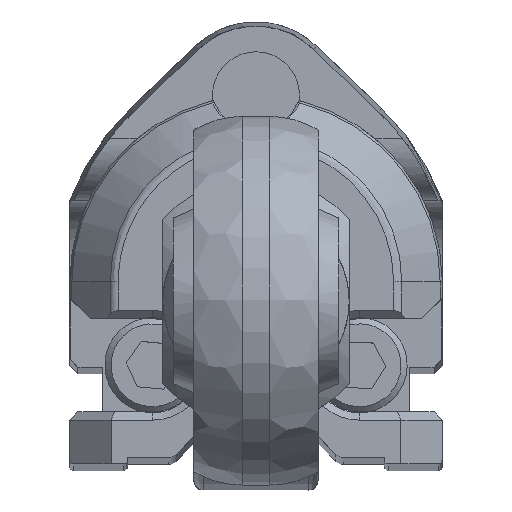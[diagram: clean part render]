
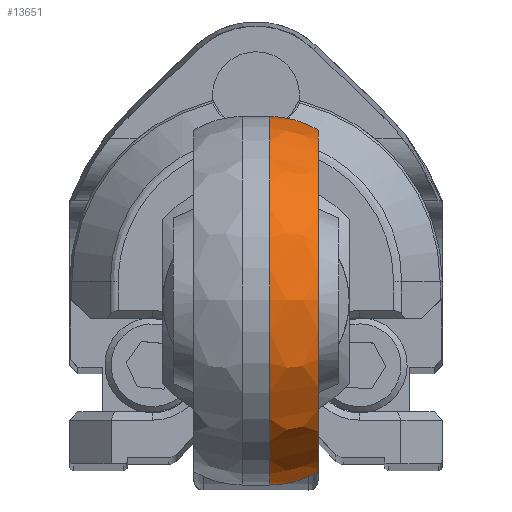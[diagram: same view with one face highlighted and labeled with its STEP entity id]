
A CAD part, top view. The second image highlights one B-rep face of the part: STEP entity #13651.
In plain terms, the highlighted free-form (B-spline) face has degree [3, 3] with [4, 7] control points.
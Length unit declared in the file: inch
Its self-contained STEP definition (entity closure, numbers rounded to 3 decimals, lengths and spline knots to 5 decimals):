
#218 = EDGE_CURVE ( 'NONE', #10745, #4533, #15247, .T. ) ;
#226 = DIRECTION ( 'NONE',  ( 0., 0., -1. ) ) ;
#413 = CARTESIAN_POINT ( 'NONE',  ( 0.11811, 0.29589, 5.34154 ) ) ;
#551 = DIRECTION ( 'NONE',  ( -1., 0., 0. ) ) ;
#730 = CARTESIAN_POINT ( 'NONE',  ( 0.05874, 0.32167, 5.34154 ) ) ;
#2253 = CARTESIAN_POINT ( 'NONE',  ( 0.05874, 0.32167, 5.5468 ) ) ;
#2300 = ORIENTED_EDGE ( 'NONE', *, *, #218, .T. ) ;
#2346 = CARTESIAN_POINT ( 'NONE',  ( 0.11811, 0.29589, 5.5317 ) ) ;
#3094 = CIRCLE ( 'NONE', #15515, 0.17717 ) ;
#3259 = CARTESIAN_POINT ( 'NONE',  ( 0.02608, -0.02872, 5.34154 ) ) ;
#3498 = CARTESIAN_POINT ( 'NONE',  ( 0.11811, -0.02872, 5.34154 ) ) ;
#3603 = VERTEX_POINT ( 'NONE', #5859 ) ;
#3783 = CARTESIAN_POINT ( 'NONE',  ( 0.0902, 0.31286, 5.54164 ) ) ;
#3834 = ORIENTED_EDGE ( 'NONE', *, *, #4577, .F. ) ;
#4533 = VERTEX_POINT ( 'NONE', #413 ) ;
#4577 = EDGE_CURVE ( 'NONE', #12323, #4533, #3094, .T. ) ;
#5715 = AXIS2_PLACEMENT_3D ( 'NONE', #13954, #20143, #18614 ) ;
#5859 = CARTESIAN_POINT ( 'NONE',  ( 0.02608, -0.37912, 5.34154 ) ) ;
#6431 = AXIS2_PLACEMENT_3D ( 'NONE', #3498, #551, #6788 ) ;
#6442 = DIRECTION ( 'NONE',  ( 0.519, 0.854, 0. ) ) ;
#6664 = CARTESIAN_POINT ( 'NONE',  ( 0.02608, -0.37912, 5.34154 ) ) ;
#6771 = CARTESIAN_POINT ( 'NONE',  ( 0.11811, -0.35334, 5.5317 ) ) ;
#6788 = DIRECTION ( 'NONE',  ( 0., 0., -1. ) ) ;
#7078 = CARTESIAN_POINT ( 'NONE',  ( 0.02608, 0.32167, 5.34154 ) ) ;
#8296 = CARTESIAN_POINT ( 'NONE',  ( 0.0902, 0.31286, 5.34154 ) ) ;
#8380 = AXIS2_PLACEMENT_3D ( 'NONE', #3259, #15241, #13724 ) ;
#8507 = CARTESIAN_POINT ( 'NONE',  ( 0.0902, -0.3703, 5.34154 ) ) ;
#8603 = CARTESIAN_POINT ( 'NONE',  ( 0.0902, 0.17137, 5.68312 ) ) ;
#9393 = ORIENTED_EDGE ( 'NONE', *, *, #10935, .T. ) ;
#10044 = CARTESIAN_POINT ( 'NONE',  ( 0.0902, -0.22882, 5.68312 ) ) ;
#10142 = CARTESIAN_POINT ( 'NONE',  ( 0.05874, 0.17653, 5.69194 ) ) ;
#10241 = CARTESIAN_POINT ( 'NONE',  ( 0.02608, -0.37912, 5.5468 ) ) ;
#10365 = EDGE_LOOP ( 'NONE', ( #2300, #3834, #9393, #12703 ) ) ;
#10745 = VERTEX_POINT ( 'NONE', #13524 ) ;
#10935 = EDGE_CURVE ( 'NONE', #12323, #3603, #10991, .T. ) ;
#10991 = CIRCLE ( 'NONE', #8380, 0.35039 ) ;
#11248 = CARTESIAN_POINT ( 'NONE',  ( 0.02608, 0.14451, 5.34154 ) ) ;
#11749 = CARTESIAN_POINT ( 'NONE',  ( 0.02608, 0.32167, 5.34154 ) ) ;
#11767 = CARTESIAN_POINT ( 'NONE',  ( 0.0902, -0.3703, 5.54164 ) ) ;
#11831 = EDGE_CURVE ( 'NONE', #3603, #10745, #12915, .T. ) ;
#12323 = VERTEX_POINT ( 'NONE', #11749 ) ;
#12462 =( BOUNDED_SURFACE ( )  B_SPLINE_SURFACE ( 3, 3, ( 
 ( #16443, #2346, #13331, #13016, #17572, #6771, #19309 ),
 ( #8296, #3783, #8603, #14734, #10044, #11767, #8507 ),
 ( #730, #2253, #10142, #16044, #16340, #16152, #14833 ),
 ( #7078, #19514, #14536, #19215, #16250, #10241, #6664 ) ),
 .UNSPECIFIED., .F., .F., .F. ) 
 B_SPLINE_SURFACE_WITH_KNOTS ( ( 4, 4 ),
 ( 4, 3, 4 ),
 ( 0., 1. ),
 ( 0., 0.5, 1. ),
 .UNSPECIFIED. ) 
 GEOMETRIC_REPRESENTATION_ITEM ( )  RATIONAL_B_SPLINE_SURFACE ( (
 ( 1., 0.805, 0.805, 1., 0.805, 0.805, 1.),
 ( 0.975, 0.785, 0.785, 0.975, 0.785, 0.785, 0.975),
 ( 0.975, 0.785, 0.785, 0.975, 0.785, 0.785, 0.975),
 ( 1., 0.805, 0.805, 1., 0.805, 0.805, 1.) ) ) 
 REPRESENTATION_ITEM ( '' )  SURFACE ( )  );
#12703 = ORIENTED_EDGE ( 'NONE', *, *, #11831, .T. ) ;
#12915 = CIRCLE ( 'NONE', #5715, 0.17717 ) ;
#13016 = CARTESIAN_POINT ( 'NONE',  ( 0.11811, -0.02872, 5.66616 ) ) ;
#13331 = CARTESIAN_POINT ( 'NONE',  ( 0.11811, 0.16143, 5.66616 ) ) ;
#13524 = CARTESIAN_POINT ( 'NONE',  ( 0.11811, -0.35334, 5.34154 ) ) ;
#13651 = ADVANCED_FACE ( 'NONE', ( #17670 ), #12462, .T. ) ;
#13724 = DIRECTION ( 'NONE',  ( 0., 0., -1. ) ) ;
#13954 = CARTESIAN_POINT ( 'NONE',  ( 0.02608, -0.20195, 5.34154 ) ) ;
#14536 = CARTESIAN_POINT ( 'NONE',  ( 0.02608, 0.17653, 5.69194 ) ) ;
#14734 = CARTESIAN_POINT ( 'NONE',  ( 0.0902, -0.02872, 5.68312 ) ) ;
#14833 = CARTESIAN_POINT ( 'NONE',  ( 0.05874, -0.37912, 5.34154 ) ) ;
#15241 = DIRECTION ( 'NONE',  ( 1., 0., 0. ) ) ;
#15247 = CIRCLE ( 'NONE', #6431, 0.32461 ) ;
#15515 = AXIS2_PLACEMENT_3D ( 'NONE', #11248, #226, #6442 ) ;
#16044 = CARTESIAN_POINT ( 'NONE',  ( 0.05874, -0.02872, 5.69194 ) ) ;
#16152 = CARTESIAN_POINT ( 'NONE',  ( 0.05874, -0.37912, 5.5468 ) ) ;
#16250 = CARTESIAN_POINT ( 'NONE',  ( 0.02608, -0.23398, 5.69194 ) ) ;
#16340 = CARTESIAN_POINT ( 'NONE',  ( 0.05874, -0.23398, 5.69194 ) ) ;
#16443 = CARTESIAN_POINT ( 'NONE',  ( 0.11811, 0.29589, 5.34154 ) ) ;
#17572 = CARTESIAN_POINT ( 'NONE',  ( 0.11811, -0.21888, 5.66616 ) ) ;
#17670 = FACE_OUTER_BOUND ( 'NONE', #10365, .T. ) ;
#18614 = DIRECTION ( 'NONE',  ( 0., -1., 0. ) ) ;
#19215 = CARTESIAN_POINT ( 'NONE',  ( 0.02608, -0.02872, 5.69194 ) ) ;
#19309 = CARTESIAN_POINT ( 'NONE',  ( 0.11811, -0.35334, 5.34154 ) ) ;
#19514 = CARTESIAN_POINT ( 'NONE',  ( 0.02608, 0.32167, 5.5468 ) ) ;
#20143 = DIRECTION ( 'NONE',  ( 0., 0., 1. ) ) ;
